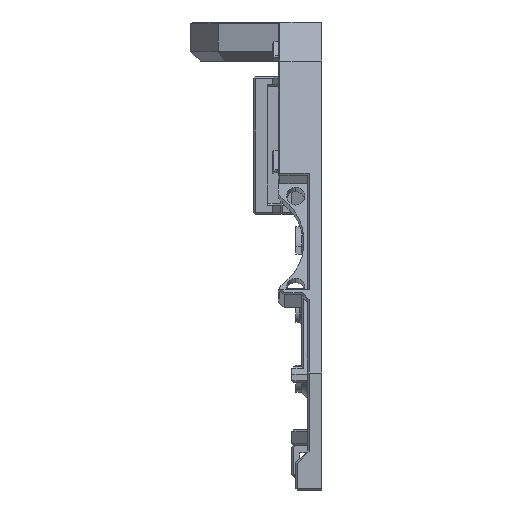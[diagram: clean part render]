
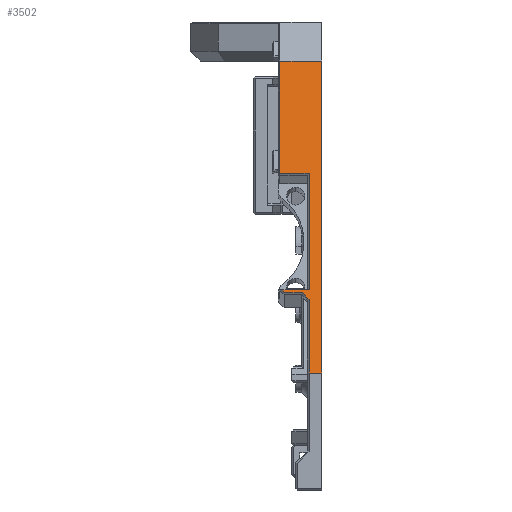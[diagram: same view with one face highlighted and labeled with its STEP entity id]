
A CAD part, left-side view. The second image highlights one B-rep face of the part: STEP entity #3502.
In plain terms, the highlighted planar face has unit normal (-0.972, 0, 0.234).
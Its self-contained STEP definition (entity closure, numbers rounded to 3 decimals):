
#58 = DIRECTION ( 'NONE',  ( -0.166, -0.707, -0.687 ) ) ;
#1094 = DIRECTION ( 'NONE',  ( -0.235, 0., -0.972 ) ) ;
#1215 = LINE ( 'NONE', #2562, #16585 ) ;
#1610 = LINE ( 'NONE', #16533, #10119 ) ;
#1759 = VECTOR ( 'NONE', #2452, 1000. ) ;
#1888 = DIRECTION ( 'NONE',  ( 0., -1., 0. ) ) ;
#1991 = EDGE_CURVE ( 'NONE', #9764, #13444, #1215, .T. ) ;
#2070 = CARTESIAN_POINT ( 'NONE',  ( -79.3, 0., -25. ) ) ;
#2452 = DIRECTION ( 'NONE',  ( -0.166, -0.707, -0.687 ) ) ;
#2562 = CARTESIAN_POINT ( 'NONE',  ( -79.3, -82.295, -25. ) ) ;
#2913 = EDGE_CURVE ( 'NONE', #20291, #19494, #19569, .T. ) ;
#3319 = DIRECTION ( 'NONE',  ( 0., -1., 0. ) ) ;
#3502 = ADVANCED_FACE ( 'NONE', ( #8944 ), #20137, .F. ) ;
#3642 = DIRECTION ( 'NONE',  ( 0.972, 0., -0.235 ) ) ;
#3757 = VERTEX_POINT ( 'NONE', #21320 ) ;
#4259 = EDGE_CURVE ( 'NONE', #17434, #5388, #1610, .T. ) ;
#4495 = VECTOR ( 'NONE', #17707, 1000. ) ;
#5124 = DIRECTION ( 'NONE',  ( -0.235, 0., -0.972 ) ) ;
#5135 = VECTOR ( 'NONE', #3319, 1000. ) ;
#5388 = VERTEX_POINT ( 'NONE', #6674 ) ;
#5798 = VERTEX_POINT ( 'NONE', #20586 ) ;
#5813 = ORIENTED_EDGE ( 'NONE', *, *, #16265, .T. ) ;
#5968 = EDGE_CURVE ( 'NONE', #19494, #15463, #19146, .T. ) ;
#5979 = VECTOR ( 'NONE', #16175, 1000. ) ;
#6373 = VECTOR ( 'NONE', #14706, 1000. ) ;
#6428 = VECTOR ( 'NONE', #1888, 1000. ) ;
#6674 = CARTESIAN_POINT ( 'NONE',  ( -74.736, 3.2, -6.08 ) ) ;
#7133 = DIRECTION ( 'NONE',  ( 0., 1., 0. ) ) ;
#7228 = CARTESIAN_POINT ( 'NONE',  ( -74.165, 10.134, -3.714 ) ) ;
#7379 = ORIENTED_EDGE ( 'NONE', *, *, #1991, .F. ) ;
#8709 = CARTESIAN_POINT ( 'NONE',  ( -60., 3.2, 55. ) ) ;
#8712 = EDGE_CURVE ( 'NONE', #12445, #17434, #19217, .T. ) ;
#8944 = FACE_OUTER_BOUND ( 'NONE', #19004, .T. ) ;
#9417 = CARTESIAN_POINT ( 'NONE',  ( -74.329, 9.434, -4.395 ) ) ;
#9418 = CARTESIAN_POINT ( 'NONE',  ( -66.943, 3.2, 26.222 ) ) ;
#9497 = VECTOR ( 'NONE', #1094, 1000. ) ;
#9730 = AXIS2_PLACEMENT_3D ( 'NONE', #20258, #3642, #18084 ) ;
#9764 = VERTEX_POINT ( 'NONE', #2070 ) ;
#9829 = CARTESIAN_POINT ( 'NONE',  ( -79.3, 3.2, -25. ) ) ;
#9982 = EDGE_CURVE ( 'NONE', #3757, #20291, #10254, .T. ) ;
#10119 = VECTOR ( 'NONE', #58, 1000. ) ;
#10254 = LINE ( 'NONE', #12289, #4495 ) ;
#10307 = CARTESIAN_POINT ( 'NONE',  ( -66.943, -82.295, 26.222 ) ) ;
#10852 = LINE ( 'NONE', #8709, #6373 ) ;
#11197 = ORIENTED_EDGE ( 'NONE', *, *, #21713, .T. ) ;
#11626 = ORIENTED_EDGE ( 'NONE', *, *, #22931, .T. ) ;
#11721 = ORIENTED_EDGE ( 'NONE', *, *, #4259, .T. ) ;
#12033 = CARTESIAN_POINT ( 'NONE',  ( -60., 3.2, 55. ) ) ;
#12222 = ORIENTED_EDGE ( 'NONE', *, *, #5968, .T. ) ;
#12289 = CARTESIAN_POINT ( 'NONE',  ( -60., 10.7, 55. ) ) ;
#12351 = LINE ( 'NONE', #23428, #15200 ) ;
#12445 = VERTEX_POINT ( 'NONE', #9417 ) ;
#12949 = CARTESIAN_POINT ( 'NONE',  ( -74.329, 4.934, -4.395 ) ) ;
#13444 = VERTEX_POINT ( 'NONE', #9829 ) ;
#13688 = ORIENTED_EDGE ( 'NONE', *, *, #2913, .T. ) ;
#13750 = ORIENTED_EDGE ( 'NONE', *, *, #9982, .T. ) ;
#13883 = LINE ( 'NONE', #23038, #5979 ) ;
#14706 = DIRECTION ( 'NONE',  ( -0.235, 0., -0.972 ) ) ;
#15200 = VECTOR ( 'NONE', #5124, 1000. ) ;
#15304 = DIRECTION ( 'NONE',  ( 0., 1., 0. ) ) ;
#15463 = VERTEX_POINT ( 'NONE', #19856 ) ;
#15856 = EDGE_CURVE ( 'NONE', #5798, #9764, #12351, .T. ) ;
#16175 = DIRECTION ( 'NONE',  ( 0., 1., 0. ) ) ;
#16265 = EDGE_CURVE ( 'NONE', #15463, #22051, #13883, .T. ) ;
#16276 = CARTESIAN_POINT ( 'NONE',  ( -60., 3.6, 55. ) ) ;
#16533 = CARTESIAN_POINT ( 'NONE',  ( -77.393, -8.131, -17.096 ) ) ;
#16585 = VECTOR ( 'NONE', #15304, 1000. ) ;
#17248 = CARTESIAN_POINT ( 'NONE',  ( -74.356, 9.317, -4.508 ) ) ;
#17358 = LINE ( 'NONE', #17248, #1759 ) ;
#17434 = VERTEX_POINT ( 'NONE', #12949 ) ;
#17707 = DIRECTION ( 'NONE',  ( -0.235, 0., -0.972 ) ) ;
#18023 = EDGE_CURVE ( 'NONE', #22051, #12445, #17358, .T. ) ;
#18084 = DIRECTION ( 'NONE',  ( -0.235, 0., -0.972 ) ) ;
#19004 = EDGE_LOOP ( 'NONE', ( #11721, #11626, #7379, #21595, #11197, #13750, #13688, #12222, #5813, #22595, #19383 ) ) ;
#19146 = LINE ( 'NONE', #12033, #9497 ) ;
#19217 = LINE ( 'NONE', #21612, #6428 ) ;
#19383 = ORIENTED_EDGE ( 'NONE', *, *, #8712, .T. ) ;
#19494 = VERTEX_POINT ( 'NONE', #9418 ) ;
#19569 = LINE ( 'NONE', #10307, #5135 ) ;
#19681 = VECTOR ( 'NONE', #7133, 1000. ) ;
#19856 = CARTESIAN_POINT ( 'NONE',  ( -74.165, 3.2, -3.714 ) ) ;
#20004 = LINE ( 'NONE', #16276, #19681 ) ;
#20137 = PLANE ( 'NONE',  #9730 ) ;
#20258 = CARTESIAN_POINT ( 'NONE',  ( -60., -82.295, 55. ) ) ;
#20291 = VERTEX_POINT ( 'NONE', #21757 ) ;
#20586 = CARTESIAN_POINT ( 'NONE',  ( -60., 0., 55. ) ) ;
#21320 = CARTESIAN_POINT ( 'NONE',  ( -60., 10.7, 55. ) ) ;
#21595 = ORIENTED_EDGE ( 'NONE', *, *, #15856, .F. ) ;
#21612 = CARTESIAN_POINT ( 'NONE',  ( -74.329, -82.295, -4.395 ) ) ;
#21713 = EDGE_CURVE ( 'NONE', #5798, #3757, #20004, .T. ) ;
#21757 = CARTESIAN_POINT ( 'NONE',  ( -66.943, 10.7, 26.222 ) ) ;
#22051 = VERTEX_POINT ( 'NONE', #7228 ) ;
#22595 = ORIENTED_EDGE ( 'NONE', *, *, #18023, .T. ) ;
#22931 = EDGE_CURVE ( 'NONE', #5388, #13444, #10852, .T. ) ;
#23038 = CARTESIAN_POINT ( 'NONE',  ( -74.165, -82.295, -3.714 ) ) ;
#23428 = CARTESIAN_POINT ( 'NONE',  ( -60., 0., 55. ) ) ;
